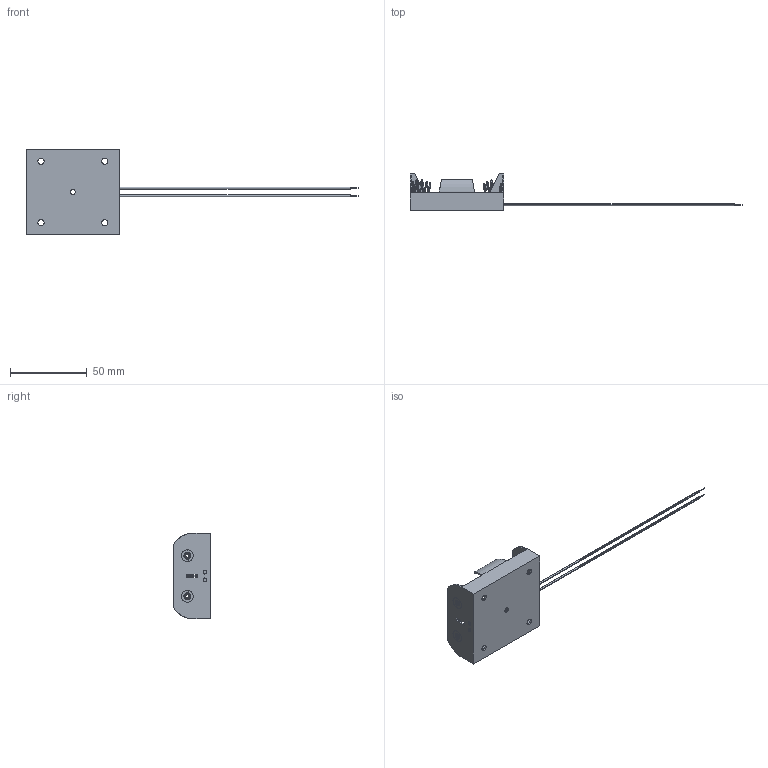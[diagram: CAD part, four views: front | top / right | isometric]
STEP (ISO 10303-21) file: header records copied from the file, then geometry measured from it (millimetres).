
FILE_DESCRIPTION (( 'STEP AP214' ), '1' );
FILE_NAME ('BH2CW.STEP', '2020-01-04T19:14:14', ( '' ), ( '' ), 'SwSTEP 2.0', 'SolidWorks 2017', '' );
FILE_SCHEMA (( 'AUTOMOTIVE_DESIGN' ));
Length unit declared in the file: inch
Products named in the file (1): BH2CW
Bounding box: 215.72 x 24 x 55.68 mm (x, y, z)
Volume: 9303.5 mm3; surface area: 19524 mm2
Topology: 10 solids, 10 shells, 252 faces, 624 edges, 402 vertices
Faces by surface type: cylinder 120, plane 88, torus 40, bspline 4
Entity records: 11807 total; most frequent: CARTESIAN_POINT 5411, DIRECTION 1378, ORIENTED_EDGE 1248, EDGE_CURVE 624, AXIS2_PLACEMENT_3D 553, VERTEX_POINT 402, EDGE_LOOP 312, CIRCLE 304
